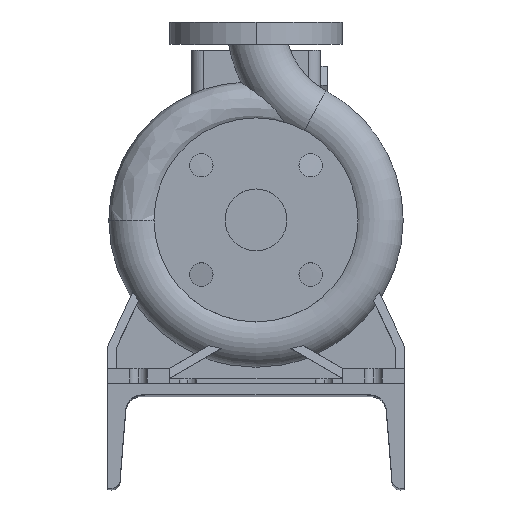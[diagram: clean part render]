
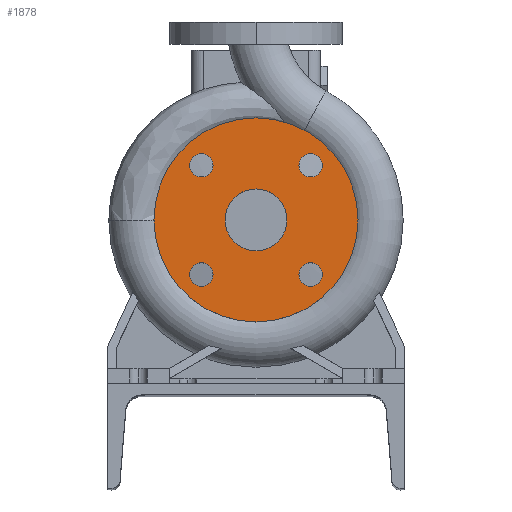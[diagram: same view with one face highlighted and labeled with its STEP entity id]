
A CAD part, top view. The second image highlights one B-rep face of the part: STEP entity #1878.
In plain terms, the highlighted planar face has unit normal (0, 0, 1).
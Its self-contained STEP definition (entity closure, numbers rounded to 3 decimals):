
#121 = CARTESIAN_POINT ( 'NONE',  ( 0., 0., 80. ) ) ;
#429 = DIRECTION ( 'NONE',  ( 1., 0., 0. ) ) ;
#452 = DIRECTION ( 'NONE',  ( 1., 0., 0. ) ) ;
#510 = CARTESIAN_POINT ( 'NONE',  ( 34.694, 44.194, 80. ) ) ;
#730 = CARTESIAN_POINT ( 'NONE',  ( -44.194, -44.194, 80. ) ) ;
#830 = DIRECTION ( 'NONE',  ( 0., 0., 1. ) ) ;
#1199 = DIRECTION ( 'NONE',  ( 0., 0., 1. ) ) ;
#1259 = ORIENTED_EDGE ( 'NONE', *, *, #19363, .F. ) ;
#1618 = CARTESIAN_POINT ( 'NONE',  ( -53.694, -44.194, 80. ) ) ;
#1623 = CARTESIAN_POINT ( 'NONE',  ( -44.194, -44.194, 80. ) ) ;
#1724 = CARTESIAN_POINT ( 'NONE',  ( 44.194, 44.194, 80. ) ) ;
#1843 = DIRECTION ( 'NONE',  ( 1., 0., 0. ) ) ;
#1878 = ADVANCED_FACE ( 'NONE', ( #9267, #6492, #15531, #10808, #17073, #11016 ), #6390, .F. ) ;
#1880 = DIRECTION ( 'NONE',  ( 1., 0., 0. ) ) ;
#1950 = CARTESIAN_POINT ( 'NONE',  ( -25., 0., 80. ) ) ;
#1997 = CARTESIAN_POINT ( 'NONE',  ( 0., 0., 80. ) ) ;
#2253 = CARTESIAN_POINT ( 'NONE',  ( 53.694, 44.194, 80. ) ) ;
#2283 = CARTESIAN_POINT ( 'NONE',  ( 44.194, -44.194, 80. ) ) ;
#2715 = VERTEX_POINT ( 'NONE', #14026 ) ;
#3065 = EDGE_LOOP ( 'NONE', ( #12837, #8912 ) ) ;
#3189 = CARTESIAN_POINT ( 'NONE',  ( 53.694, -44.194, 80. ) ) ;
#3201 = ORIENTED_EDGE ( 'NONE', *, *, #16299, .F. ) ;
#3469 = DIRECTION ( 'NONE',  ( 1., 0., 0. ) ) ;
#3607 = CIRCLE ( 'NONE', #16735, 9.5 ) ;
#3776 = CIRCLE ( 'NONE', #7392, 25. ) ;
#4178 = ORIENTED_EDGE ( 'NONE', *, *, #8544, .T. ) ;
#4379 = CARTESIAN_POINT ( 'NONE',  ( 25., 0., 80. ) ) ;
#4473 = EDGE_LOOP ( 'NONE', ( #10527, #3201 ) ) ;
#4669 = ORIENTED_EDGE ( 'NONE', *, *, #17249, .F. ) ;
#4939 = AXIS2_PLACEMENT_3D ( 'NONE', #1623, #18894, #18788 ) ;
#5305 = CIRCLE ( 'NONE', #10546, 9.5 ) ;
#5410 = EDGE_LOOP ( 'NONE', ( #9744, #6518 ) ) ;
#5583 = CIRCLE ( 'NONE', #4939, 9.5 ) ;
#6088 = CARTESIAN_POINT ( 'NONE',  ( 0., 82.5, 80. ) ) ;
#6230 = CARTESIAN_POINT ( 'NONE',  ( 0., 0., 80. ) ) ;
#6390 = PLANE ( 'NONE',  #20139 ) ;
#6492 = FACE_BOUND ( 'NONE', #3065, .T. ) ;
#6518 = ORIENTED_EDGE ( 'NONE', *, *, #13506, .F. ) ;
#6796 = ORIENTED_EDGE ( 'NONE', *, *, #18680, .T. ) ;
#6937 = CARTESIAN_POINT ( 'NONE',  ( 44.194, 44.194, 80. ) ) ;
#6966 = DIRECTION ( 'NONE',  ( 0., 0., 1. ) ) ;
#7006 = DIRECTION ( 'NONE',  ( 1., 0., 0. ) ) ;
#7100 = AXIS2_PLACEMENT_3D ( 'NONE', #730, #830, #7006 ) ;
#7392 = AXIS2_PLACEMENT_3D ( 'NONE', #11102, #17460, #1843 ) ;
#7520 = VERTEX_POINT ( 'NONE', #13278 ) ;
#7565 = CIRCLE ( 'NONE', #18718, 9.5 ) ;
#7680 = CIRCLE ( 'NONE', #15227, 82.5 ) ;
#7692 = CIRCLE ( 'NONE', #18193, 9.5 ) ;
#8080 = CIRCLE ( 'NONE', #7100, 9.5 ) ;
#8256 = AXIS2_PLACEMENT_3D ( 'NONE', #6230, #1199, #14039 ) ;
#8280 = DIRECTION ( 'NONE',  ( 0., 0., 1. ) ) ;
#8544 = EDGE_CURVE ( 'NONE', #9248, #17147, #7680, .T. ) ;
#8616 = CARTESIAN_POINT ( 'NONE',  ( -44.194, 44.194, 80. ) ) ;
#8912 = ORIENTED_EDGE ( 'NONE', *, *, #11093, .F. ) ;
#9158 = VERTEX_POINT ( 'NONE', #1950 ) ;
#9248 = VERTEX_POINT ( 'NONE', #14899 ) ;
#9267 = FACE_BOUND ( 'NONE', #10435, .T. ) ;
#9387 = EDGE_CURVE ( 'NONE', #19714, #14626, #7692, .T. ) ;
#9744 = ORIENTED_EDGE ( 'NONE', *, *, #10004, .F. ) ;
#10004 = EDGE_CURVE ( 'NONE', #11913, #9158, #3776, .T. ) ;
#10146 = VERTEX_POINT ( 'NONE', #13448 ) ;
#10435 = EDGE_LOOP ( 'NONE', ( #1259, #4669 ) ) ;
#10471 = CIRCLE ( 'NONE', #15397, 9.5 ) ;
#10527 = ORIENTED_EDGE ( 'NONE', *, *, #20286, .F. ) ;
#10546 = AXIS2_PLACEMENT_3D ( 'NONE', #8616, #19500, #19299 ) ;
#10808 = FACE_BOUND ( 'NONE', #20125, .T. ) ;
#10825 = CIRCLE ( 'NONE', #8256, 82.5 ) ;
#10912 = DIRECTION ( 'NONE',  ( -1., 0., 0. ) ) ;
#11016 = FACE_OUTER_BOUND ( 'NONE', #17351, .T. ) ;
#11093 = EDGE_CURVE ( 'NONE', #14984, #7520, #8080, .T. ) ;
#11102 = CARTESIAN_POINT ( 'NONE',  ( 0., 0., 80. ) ) ;
#11747 = CARTESIAN_POINT ( 'NONE',  ( 34.694, -44.194, 80. ) ) ;
#11913 = VERTEX_POINT ( 'NONE', #4379 ) ;
#11992 = DIRECTION ( 'NONE',  ( 1., 0., 0. ) ) ;
#12161 = EDGE_CURVE ( 'NONE', #14626, #19714, #13360, .T. ) ;
#12730 = DIRECTION ( 'NONE',  ( 0., 0., 1. ) ) ;
#12762 = DIRECTION ( 'NONE',  ( 0., 0., -1. ) ) ;
#12837 = ORIENTED_EDGE ( 'NONE', *, *, #17141, .F. ) ;
#12998 = DIRECTION ( 'NONE',  ( 1., 0., 0. ) ) ;
#13041 = AXIS2_PLACEMENT_3D ( 'NONE', #6937, #14845, #12998 ) ;
#13278 = CARTESIAN_POINT ( 'NONE',  ( -34.694, -44.194, 80. ) ) ;
#13358 = AXIS2_PLACEMENT_3D ( 'NONE', #1997, #8280, #452 ) ;
#13360 = CIRCLE ( 'NONE', #13041, 9.5 ) ;
#13448 = CARTESIAN_POINT ( 'NONE',  ( -34.694, 44.194, 80. ) ) ;
#13506 = EDGE_CURVE ( 'NONE', #9158, #11913, #17953, .T. ) ;
#13765 = CARTESIAN_POINT ( 'NONE',  ( 82.5, 0., 80. ) ) ;
#14026 = CARTESIAN_POINT ( 'NONE',  ( -53.694, 44.194, 80. ) ) ;
#14039 = DIRECTION ( 'NONE',  ( 1., 0., 0. ) ) ;
#14166 = DIRECTION ( 'NONE',  ( 1., 0., 0. ) ) ;
#14202 = ORIENTED_EDGE ( 'NONE', *, *, #12161, .F. ) ;
#14626 = VERTEX_POINT ( 'NONE', #2253 ) ;
#14845 = DIRECTION ( 'NONE',  ( 0., 0., 1. ) ) ;
#14899 = CARTESIAN_POINT ( 'NONE',  ( -82.5, 0., 80. ) ) ;
#14984 = VERTEX_POINT ( 'NONE', #1618 ) ;
#15227 = AXIS2_PLACEMENT_3D ( 'NONE', #121, #19040, #1880 ) ;
#15397 = AXIS2_PLACEMENT_3D ( 'NONE', #18256, #6966, #11992 ) ;
#15531 = FACE_BOUND ( 'NONE', #4473, .T. ) ;
#15902 = CARTESIAN_POINT ( 'NONE',  ( 44.194, -44.194, 80. ) ) ;
#16299 = EDGE_CURVE ( 'NONE', #2715, #10146, #10471, .T. ) ;
#16735 = AXIS2_PLACEMENT_3D ( 'NONE', #15902, #18992, #3469 ) ;
#17073 = FACE_BOUND ( 'NONE', #5410, .T. ) ;
#17141 = EDGE_CURVE ( 'NONE', #7520, #14984, #5583, .T. ) ;
#17147 = VERTEX_POINT ( 'NONE', #13765 ) ;
#17249 = EDGE_CURVE ( 'NONE', #18134, #18478, #3607, .T. ) ;
#17351 = EDGE_LOOP ( 'NONE', ( #6796, #4178 ) ) ;
#17401 = ORIENTED_EDGE ( 'NONE', *, *, #9387, .F. ) ;
#17460 = DIRECTION ( 'NONE',  ( 0., 0., 1. ) ) ;
#17910 = DIRECTION ( 'NONE',  ( 0., 0., 1. ) ) ;
#17953 = CIRCLE ( 'NONE', #13358, 25. ) ;
#18134 = VERTEX_POINT ( 'NONE', #11747 ) ;
#18193 = AXIS2_PLACEMENT_3D ( 'NONE', #1724, #12730, #14166 ) ;
#18256 = CARTESIAN_POINT ( 'NONE',  ( -44.194, 44.194, 80. ) ) ;
#18478 = VERTEX_POINT ( 'NONE', #3189 ) ;
#18680 = EDGE_CURVE ( 'NONE', #17147, #9248, #10825, .T. ) ;
#18718 = AXIS2_PLACEMENT_3D ( 'NONE', #2283, #17910, #429 ) ;
#18788 = DIRECTION ( 'NONE',  ( 1., 0., 0. ) ) ;
#18894 = DIRECTION ( 'NONE',  ( 0., 0., 1. ) ) ;
#18992 = DIRECTION ( 'NONE',  ( 0., 0., 1. ) ) ;
#19040 = DIRECTION ( 'NONE',  ( 0., 0., 1. ) ) ;
#19299 = DIRECTION ( 'NONE',  ( 1., 0., 0. ) ) ;
#19363 = EDGE_CURVE ( 'NONE', #18478, #18134, #7565, .T. ) ;
#19500 = DIRECTION ( 'NONE',  ( 0., 0., 1. ) ) ;
#19714 = VERTEX_POINT ( 'NONE', #510 ) ;
#20125 = EDGE_LOOP ( 'NONE', ( #14202, #17401 ) ) ;
#20139 = AXIS2_PLACEMENT_3D ( 'NONE', #6088, #12762, #10912 ) ;
#20286 = EDGE_CURVE ( 'NONE', #10146, #2715, #5305, .T. ) ;
